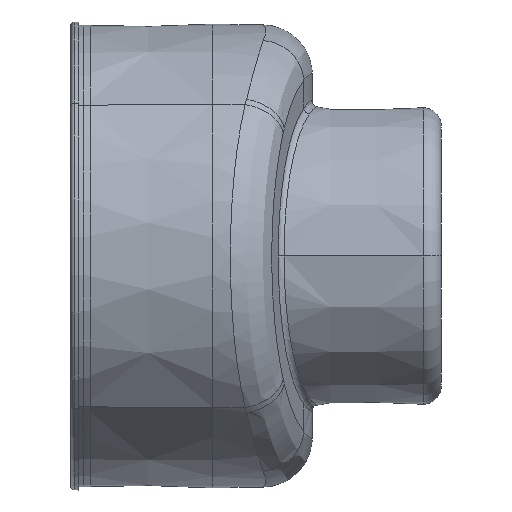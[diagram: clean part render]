
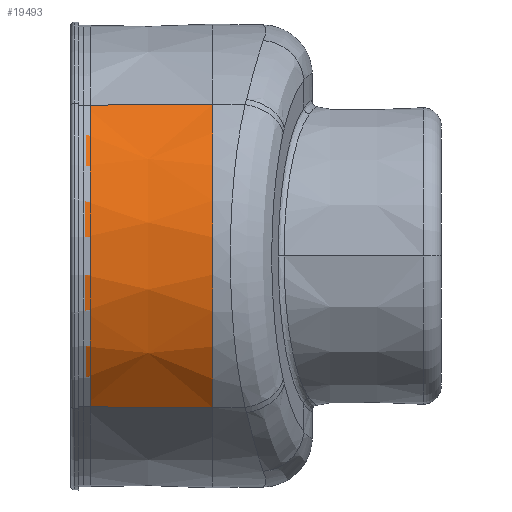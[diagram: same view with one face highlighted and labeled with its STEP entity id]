
A CAD part, left-side view. The second image highlights one B-rep face of the part: STEP entity #19493.
In plain terms, the highlighted conical face has half-angle 0.5 degrees and reference radius 53.114 mm.
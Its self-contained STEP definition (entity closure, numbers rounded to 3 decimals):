
#3574=CARTESIAN_POINT('',(0.,24.75,0.));
#3575=DIRECTION('',(0.,1.,0.));
#3576=DIRECTION('',(-0.707,0.,-0.707));
#3577=AXIS2_PLACEMENT_3D('',#3574,#3575,#3576);
#3582=DIRECTION('',(-0.006,-1.,-0.006));
#3583=VECTOR('',#3582,32.051);
#3584=CARTESIAN_POINT('',(-37.458,56.8,-37.458));
#3585=LINE('28769',#3584,#3583);
#3589=CARTESIAN_POINT('',(0.,56.8,0.));
#3590=DIRECTION('',(0.,1.,0.));
#3591=DIRECTION('',(-0.707,0.,-0.707));
#3592=AXIS2_PLACEMENT_3D('',#3589,#3590,#3591);
#3612=DIRECTION('',(-0.006,-1.,0.006));
#3613=VECTOR('',#3612,32.051);
#3614=CARTESIAN_POINT('',(-37.458,56.8,37.458));
#3615=LINE('28565',#3614,#3613);
#12767=CARTESIAN_POINT('',(-37.458,56.8,-37.458));
#12768=CARTESIAN_POINT('',(-37.458,56.8,37.458));
#12769=VERTEX_POINT('',#12767);
#12770=VERTEX_POINT('',#12768);
#12771=CARTESIAN_POINT('',(-37.656,24.75,-37.656));
#12772=CARTESIAN_POINT('',(-37.656,24.75,37.656));
#12773=VERTEX_POINT('',#12771);
#12774=VERTEX_POINT('',#12772);
#19480=CARTESIAN_POINT('',(0.,40.775,0.));
#19481=DIRECTION('',(0.,-1.,0.));
#19482=DIRECTION('',(-0.707,0.,-0.707));
#19483=AXIS2_PLACEMENT_3D('',#19480,#19481,#19482);
#19484=CONICAL_SURFACE('13559',#19483,53.114,0.5);
#19486=ORIENTED_EDGE('28769',*,*,#19485,.F.);
#19487=ORIENTED_EDGE('13623',*,*,#14607,.T.);
#19489=ORIENTED_EDGE('28565',*,*,#19488,.T.);
#19490=ORIENTED_EDGE('13624',*,*,#19466,.F.);
#19491=EDGE_LOOP('13559',(#19486,#19487,#19489,#19490));
#19492=FACE_OUTER_BOUND('13559',#19491,.F.);
#19493=ADVANCED_FACE('13559',(#19492),#19484,.T.);
#3578=CIRCLE('13624',#3577,53.254);
#3593=CIRCLE('13623',#3592,52.974);
#14607=EDGE_CURVE('13623',#12769,#12770,#3593,.T.);
#19466=EDGE_CURVE('13624',#12773,#12774,#3578,.T.);
#19485=EDGE_CURVE('28769',#12769,#12773,#3585,.T.);
#19488=EDGE_CURVE('28565',#12770,#12774,#3615,.T.);
